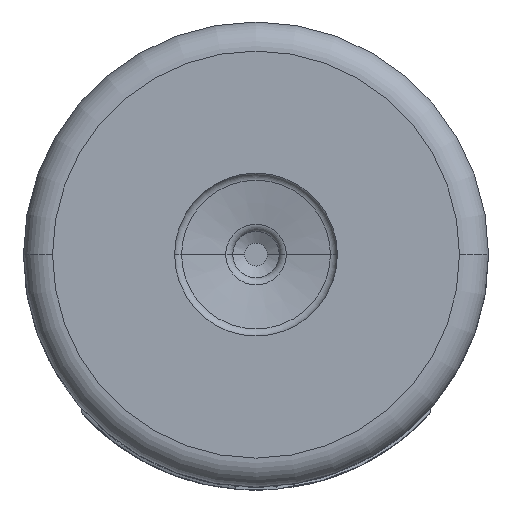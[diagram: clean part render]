
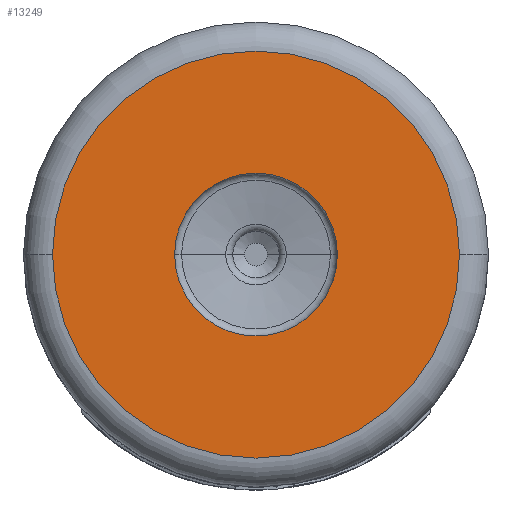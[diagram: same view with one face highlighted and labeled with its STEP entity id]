
A CAD part, front view. The second image highlights one B-rep face of the part: STEP entity #13249.
In plain terms, the highlighted planar face has unit normal (0, -1, 0).
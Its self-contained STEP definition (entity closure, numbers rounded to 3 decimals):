
#1759=CARTESIAN_POINT('',(0.,-4.,0.));
#1760=DIRECTION('',(0.,-1.,0.));
#1761=DIRECTION('',(1.,0.,0.));
#1762=AXIS2_PLACEMENT_3D('',#1759,#1760,#1761);
#1774=CARTESIAN_POINT('',(0.,-4.,0.));
#1775=DIRECTION('',(0.,-1.,0.));
#1776=DIRECTION('',(-1.,0.,0.));
#1777=AXIS2_PLACEMENT_3D('',#1774,#1775,#1776);
#1779=CARTESIAN_POINT('',(0.,-4.,0.));
#1780=DIRECTION('',(0.,-1.,0.));
#1781=DIRECTION('',(1.,0.,0.));
#1782=AXIS2_PLACEMENT_3D('',#1779,#1780,#1781);
#1784=CARTESIAN_POINT('',(0.,-4.,0.));
#1785=DIRECTION('',(0.,-1.,0.));
#1786=DIRECTION('',(-1.,0.,0.));
#1787=AXIS2_PLACEMENT_3D('',#1784,#1785,#1786);
#11325=CARTESIAN_POINT('',(-1.4,-4.,0.));
#11326=CARTESIAN_POINT('',(1.4,-4.,0.));
#11327=VERTEX_POINT('',#11325);
#11328=VERTEX_POINT('',#11326);
#11329=CARTESIAN_POINT('',(3.5,-4.,0.));
#11330=CARTESIAN_POINT('',(-3.5,-4.,0.));
#11331=VERTEX_POINT('',#11329);
#11332=VERTEX_POINT('',#11330);
#13233=CARTESIAN_POINT('',(0.,-4.,0.));
#13234=DIRECTION('',(0.,1.,0.));
#13235=DIRECTION('',(1.,0.,0.));
#13236=AXIS2_PLACEMENT_3D('',#13233,#13234,#13235);
#13237=PLANE('',#13236);
#13238=ORIENTED_EDGE('',*,*,#13223,.F.);
#13240=ORIENTED_EDGE('',*,*,#13239,.F.);
#13241=EDGE_LOOP('',(#13238,#13240));
#13242=FACE_OUTER_BOUND('',#13241,.F.);
#13244=ORIENTED_EDGE('',*,*,#13243,.T.);
#13246=ORIENTED_EDGE('',*,*,#13245,.T.);
#13247=EDGE_LOOP('',(#13244,#13246));
#13248=FACE_BOUND('',#13247,.F.);
#13249=ADVANCED_FACE('',(#13242,#13248),#13237,.F.);
#1763=CIRCLE('',#1762,3.5);
#1778=CIRCLE('',#1777,1.4);
#1783=CIRCLE('',#1782,1.4);
#1788=CIRCLE('',#1787,3.5);
#13223=EDGE_CURVE('',#11331,#11332,#1763,.T.);
#13239=EDGE_CURVE('',#11332,#11331,#1788,.T.);
#13243=EDGE_CURVE('',#11327,#11328,#1778,.T.);
#13245=EDGE_CURVE('',#11328,#11327,#1783,.T.);
